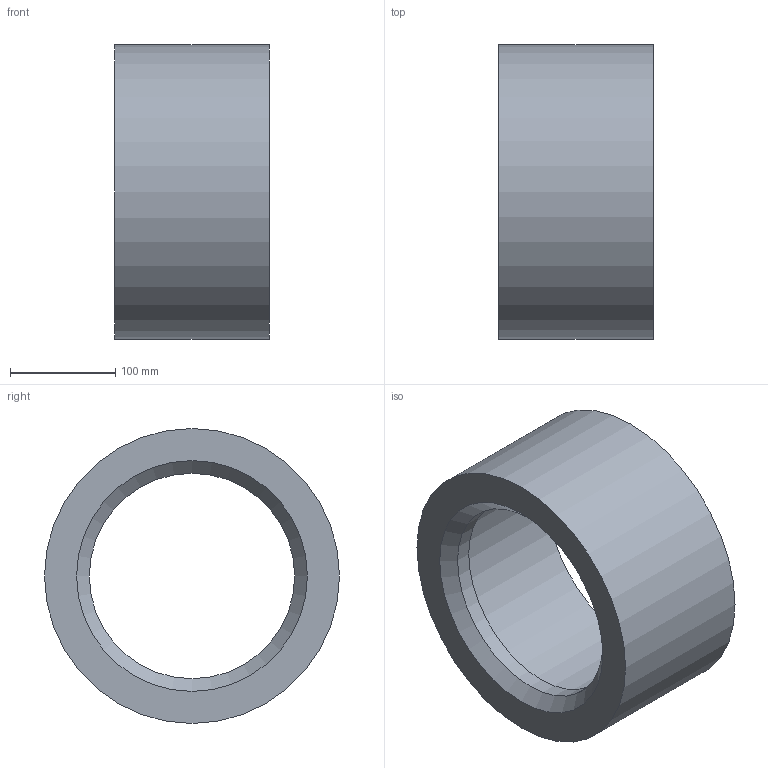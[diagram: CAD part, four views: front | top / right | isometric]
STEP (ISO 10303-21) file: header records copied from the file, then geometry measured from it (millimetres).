
FILE_DESCRIPTION(/* description */ (''),/* implementation_level */ '2;1');
FILE_NAME(/* name */ 'DIV280225.ipt.stp',/* time_stamp */ '2014-05-27T15:23:53+02:00',/* author */ ('bfaro'),/* organization */ (''),/* preprocessor_version */ 'ST-DEVELOPER v15.2',/* originating_system */ 'Autodesk Inventor 2014',/* authorisation */ '');
FILE_SCHEMA (('CONFIG_CONTROL_DESIGN','AUTOMOTIVE_DESIGN { 1 0 10303 214 3 1 1 }'));
Length unit declared in the file: millimetre
Products named in the file (1): DIV280225
Bounding box: 147 x 280 x 280 mm (x, y, z)
Volume: 3427996.7 mm3; surface area: 289973.4 mm2
Topology: 1 solids, 1 shells, 7 faces, 11 edges, 7 vertices
Faces by surface type: cylinder 3, plane 3, cone 1
Full cylindrical faces by diameter (mm): 195 x1, 225 x1, 280 x1
Entity records: 169 total; most frequent: DIRECTION 30, CARTESIAN_POINT 22, AXIS2_PLACEMENT_3D 15, EDGE_LOOP 14, ORIENTED_EDGE 14, FACE_BOUND 7, FACE_OUTER_BOUND 7, CIRCLE 7
